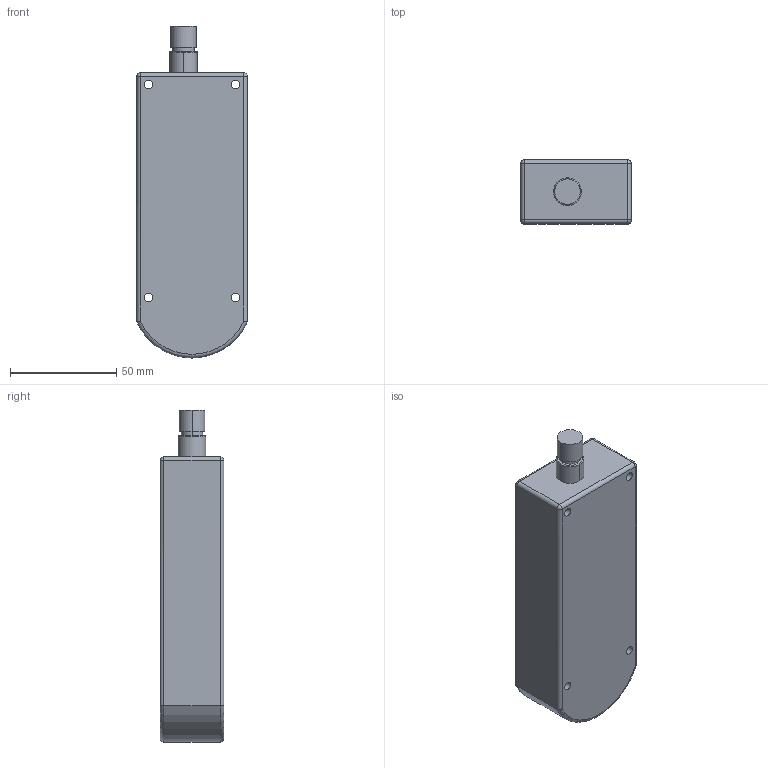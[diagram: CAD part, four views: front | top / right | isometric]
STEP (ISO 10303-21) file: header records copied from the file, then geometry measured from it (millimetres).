
FILE_DESCRIPTION((''),'2;1');
FILE_NAME('F43_D300545A','2006-01-03T',('Pepperl+Fuchs'),('Industriehansa'),'PRO/ENGINEER BY PARAMETRIC TECHNOLOGY CORPORATION, 2005290','PRO/ENGINEER BY PARAMETRIC TECHNOLOGY CORPORATION, 2005290','');
FILE_SCHEMA(('AUTOMOTIVE_DESIGN_CC2 { 1 2 10303 214 -1 1 5 2 }'));
Length unit declared in the file: millimetre
Products named in the file (1): F43_D300545A
Bounding box: 52 x 30 x 156 mm (x, y, z)
Volume: 199940.6 mm3; surface area: 26308.7 mm2
Topology: 1 solids, 1 shells, 62 faces, 144 edges, 100 vertices
Faces by surface type: cylinder 29, plane 11, torus 10, cone 8, sphere 4
Entity records: 2373 total; most frequent: DIRECTION 350, CARTESIAN_POINT 311, ORIENTED_EDGE 260, PRESENTATION_STYLE_ASSIGNMENT 155, STYLED_ITEM 150, CURVE_STYLE 147, AXIS2_PLACEMENT_3D 147, EDGE_CURVE 130
